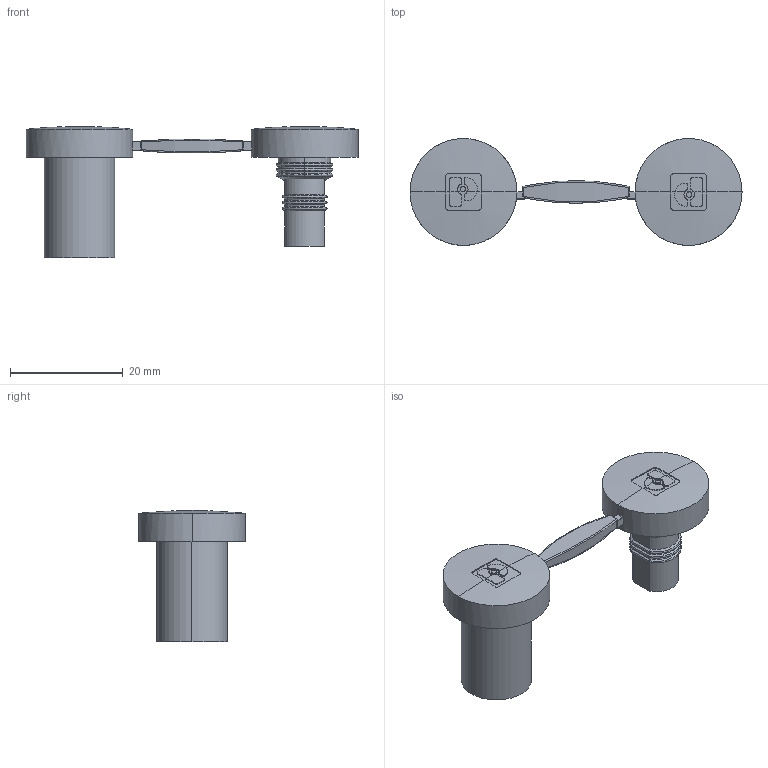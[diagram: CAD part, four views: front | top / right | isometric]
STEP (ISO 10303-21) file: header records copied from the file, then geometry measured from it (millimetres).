
FILE_DESCRIPTION(('Creo Elements/Direct Modeling STEP Export'),'2;1');
FILE_NAME('model.stp','2018-04-12T10:11:48',(''),(''),'Creo Elements/Direct Modeling STEP processor for AP214 (Solid Model)','Creo Elements/Direct Modeling 18.1I 14-Aug-2016 (C) Parametric Technology GmbH','');
FILE_SCHEMA(('AUTOMOTIVE_DESIGN { 1 0 10303 214 1 1 1 1 }'));
Length unit declared in the file: millimetre
Products named in the file (2): PV-C-PROTECTION-CAP
Assembly tree (1 placements, depth 2):
  PV-C-PROTECTION-CAP
    PV-C-PROTECTION-CAP
Bounding box: 59 x 19 x 23.3 mm (x, y, z)
Volume: 4565.3 mm3; surface area: 4024.9 mm2
Topology: 1 solids, 1 shells, 290 faces, 686 edges, 398 vertices
Faces by surface type: cylinder 118, plane 87, cone 28, sphere 23, torus 22, bspline 12
Entity records: 18911 total; most frequent: CARTESIAN_POINT 10280, ORIENTED_EDGE 1356, DIRECTION 1188, EDGE_CURVE 678, AXIS2_PLACEMENT_3D 459, VERTEX_POINT 398, EDGE_LOOP 298, COLOUR_RGB 291
